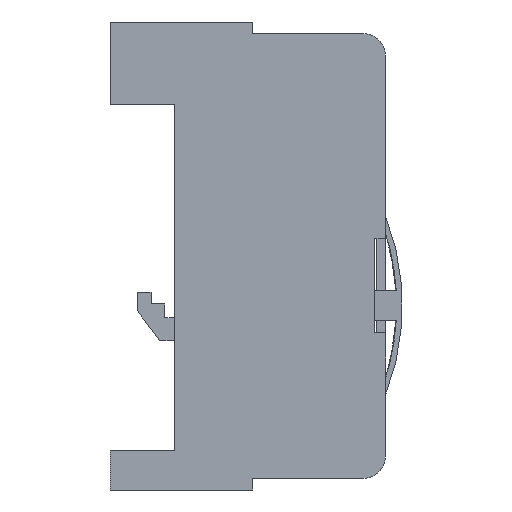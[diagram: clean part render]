
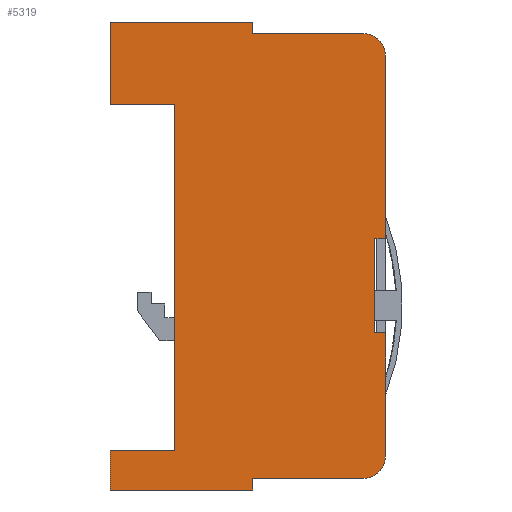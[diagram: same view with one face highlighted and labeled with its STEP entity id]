
A CAD part, left-side view. The second image highlights one B-rep face of the part: STEP entity #5319.
In plain terms, the highlighted face is planar.
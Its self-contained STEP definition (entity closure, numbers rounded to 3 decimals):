
#58=CIRCLE('',#6956,10.);
#59=CIRCLE('',#6957,10.);
#100=ORIENTED_EDGE('',*,*,#1675,.T.);
#101=ORIENTED_EDGE('',*,*,#1688,.T.);
#102=ORIENTED_EDGE('',*,*,#1689,.T.);
#103=ORIENTED_EDGE('',*,*,#1690,.T.);
#104=ORIENTED_EDGE('',*,*,#1685,.T.);
#105=ORIENTED_EDGE('',*,*,#1691,.T.);
#106=ORIENTED_EDGE('',*,*,#1692,.T.);
#107=ORIENTED_EDGE('',*,*,#1693,.T.);
#108=ORIENTED_EDGE('',*,*,#1694,.T.);
#109=ORIENTED_EDGE('',*,*,#1695,.T.);
#110=ORIENTED_EDGE('',*,*,#1696,.T.);
#111=ORIENTED_EDGE('',*,*,#1697,.T.);
#112=ORIENTED_EDGE('',*,*,#1698,.T.);
#113=ORIENTED_EDGE('',*,*,#1699,.T.);
#114=ORIENTED_EDGE('',*,*,#1700,.T.);
#115=ORIENTED_EDGE('',*,*,#1701,.T.);
#116=ORIENTED_EDGE('',*,*,#1702,.T.);
#117=ORIENTED_EDGE('',*,*,#1703,.T.);
#1675=EDGE_CURVE('',#2470,#2468,#2997,.T.);
#1685=EDGE_CURVE('',#2480,#2479,#3007,.T.);
#1688=EDGE_CURVE('',#2468,#2482,#3010,.T.);
#1689=EDGE_CURVE('',#2482,#2483,#3011,.T.);
#1690=EDGE_CURVE('',#2483,#2480,#3012,.T.);
#1691=EDGE_CURVE('',#2479,#2484,#58,.T.);
#1692=EDGE_CURVE('',#2484,#2485,#3013,.T.);
#1693=EDGE_CURVE('',#2485,#2486,#3014,.T.);
#1694=EDGE_CURVE('',#2486,#2487,#3015,.T.);
#1695=EDGE_CURVE('',#2487,#2488,#3016,.T.);
#1696=EDGE_CURVE('',#2488,#2489,#3017,.T.);
#1697=EDGE_CURVE('',#2489,#2490,#3018,.T.);
#1698=EDGE_CURVE('',#2490,#2491,#3019,.T.);
#1699=EDGE_CURVE('',#2491,#2492,#3020,.T.);
#1700=EDGE_CURVE('',#2492,#2493,#3021,.T.);
#1701=EDGE_CURVE('',#2493,#2494,#3022,.T.);
#1702=EDGE_CURVE('',#2494,#2495,#3023,.T.);
#1703=EDGE_CURVE('',#2495,#2470,#59,.T.);
#2468=VERTEX_POINT('',#8639);
#2470=VERTEX_POINT('',#8642);
#2479=VERTEX_POINT('',#8660);
#2480=VERTEX_POINT('',#8662);
#2482=VERTEX_POINT('',#8668);
#2483=VERTEX_POINT('',#8670);
#2484=VERTEX_POINT('',#8673);
#2485=VERTEX_POINT('',#8675);
#2486=VERTEX_POINT('',#8677);
#2487=VERTEX_POINT('',#8679);
#2488=VERTEX_POINT('',#8681);
#2489=VERTEX_POINT('',#8683);
#2490=VERTEX_POINT('',#8685);
#2491=VERTEX_POINT('',#8687);
#2492=VERTEX_POINT('',#8689);
#2493=VERTEX_POINT('',#8691);
#2494=VERTEX_POINT('',#8693);
#2495=VERTEX_POINT('',#8695);
#2997=LINE('',#8641,#3759);
#3007=LINE('',#8661,#3769);
#3010=LINE('',#8667,#3772);
#3011=LINE('',#8669,#3773);
#3012=LINE('',#8671,#3774);
#3013=LINE('',#8674,#3775);
#3014=LINE('',#8676,#3776);
#3015=LINE('',#8678,#3777);
#3016=LINE('',#8680,#3778);
#3017=LINE('',#8682,#3779);
#3018=LINE('',#8684,#3780);
#3019=LINE('',#8686,#3781);
#3020=LINE('',#8688,#3782);
#3021=LINE('',#8690,#3783);
#3022=LINE('',#8692,#3784);
#3023=LINE('',#8694,#3785);
#3759=VECTOR('',#7265,1000.);
#3769=VECTOR('',#7275,1000.);
#3772=VECTOR('',#7280,1000.);
#3773=VECTOR('',#7281,1000.);
#3774=VECTOR('',#7282,1000.);
#3775=VECTOR('',#7285,1000.);
#3776=VECTOR('',#7286,1000.);
#3777=VECTOR('',#7287,1000.);
#3778=VECTOR('',#7288,1000.);
#3779=VECTOR('',#7289,1000.);
#3780=VECTOR('',#7290,1000.);
#3781=VECTOR('',#7291,1000.);
#3782=VECTOR('',#7292,1000.);
#3783=VECTOR('',#7293,1000.);
#3784=VECTOR('',#7294,1000.);
#3785=VECTOR('',#7295,1000.);
#4521=EDGE_LOOP('',(#100,#101,#102,#103,#104,#105,#106,#107,#108,#109,#110,
#111,#112,#113,#114,#115,#116,#117));
#4791=FACE_BOUND('',#4521,.T.);
#5061=PLANE('',#6955);
#5319=ADVANCED_FACE('',(#4791),#5061,.T.);
#6955=AXIS2_PLACEMENT_3D('',#8666,#7278,#7279);
#6956=AXIS2_PLACEMENT_3D('',#8672,#7283,#7284);
#6957=AXIS2_PLACEMENT_3D('',#8696,#7296,#7297);
#7265=DIRECTION('',(0.,0.,-1.));
#7275=DIRECTION('',(0.,0.,-1.));
#7278=DIRECTION('',(0.,-1.,0.));
#7279=DIRECTION('',(0.,0.,-1.));
#7280=DIRECTION('',(1.,0.,0.));
#7281=DIRECTION('',(0.,0.,-1.));
#7282=DIRECTION('',(-1.,0.,0.));
#7283=DIRECTION('',(0.,-1.,0.));
#7284=DIRECTION('',(1.,0.,0.));
#7285=DIRECTION('',(1.,0.,0.));
#7286=DIRECTION('',(0.,0.,-1.));
#7287=DIRECTION('',(1.,0.,0.));
#7288=DIRECTION('',(0.,0.,1.));
#7289=DIRECTION('',(-1.,0.,0.));
#7290=DIRECTION('',(0.,0.,1.));
#7291=DIRECTION('',(1.,0.,0.));
#7292=DIRECTION('',(0.,0.,1.));
#7293=DIRECTION('',(-1.,0.,0.));
#7294=DIRECTION('',(0.,0.,-1.));
#7295=DIRECTION('',(-1.,0.,0.));
#7296=DIRECTION('',(0.,-1.,0.));
#7297=DIRECTION('',(1.,0.,0.));
#8639=CARTESIAN_POINT('',(-120.,-26.,135.5));
#8641=CARTESIAN_POINT('',(-120.,-26.,189.));
#8642=CARTESIAN_POINT('',(-120.,-26.,189.));
#8660=CARTESIAN_POINT('',(-120.,-26.,15.));
#8661=CARTESIAN_POINT('',(-120.,-26.,189.));
#8662=CARTESIAN_POINT('',(-120.,-26.,94.5));
#8666=CARTESIAN_POINT('',(-110.,-26.,15.));
#8667=CARTESIAN_POINT('',(-110.,-26.,135.5));
#8668=CARTESIAN_POINT('',(-115.33,-26.,135.5));
#8669=CARTESIAN_POINT('',(-115.33,-26.,15.));
#8670=CARTESIAN_POINT('',(-115.33,-26.,94.5));
#8671=CARTESIAN_POINT('',(-110.,-26.,94.5));
#8672=CARTESIAN_POINT('',(-110.,-26.,15.));
#8673=CARTESIAN_POINT('',(-110.,-26.,5.));
#8674=CARTESIAN_POINT('',(-110.,-26.,5.));
#8675=CARTESIAN_POINT('',(-62.,-26.,5.));
#8676=CARTESIAN_POINT('',(-62.,-26.,5.));
#8677=CARTESIAN_POINT('',(-62.,-26.,0.));
#8678=CARTESIAN_POINT('',(-62.,-26.,0.));
#8679=CARTESIAN_POINT('',(0.,-26.,0.));
#8680=CARTESIAN_POINT('',(0.,-26.,0.));
#8681=CARTESIAN_POINT('',(0.,-26.,36.));
#8682=CARTESIAN_POINT('',(0.,-26.,36.));
#8683=CARTESIAN_POINT('',(-28.,-26.,36.));
#8684=CARTESIAN_POINT('',(-28.,-26.,36.));
#8685=CARTESIAN_POINT('',(-28.,-26.,187.));
#8686=CARTESIAN_POINT('',(-28.,-26.,187.));
#8687=CARTESIAN_POINT('',(0.,-26.,187.));
#8688=CARTESIAN_POINT('',(0.,-26.,187.));
#8689=CARTESIAN_POINT('',(0.,-26.,204.));
#8690=CARTESIAN_POINT('',(0.,-26.,204.));
#8691=CARTESIAN_POINT('',(-62.,-26.,204.));
#8692=CARTESIAN_POINT('',(-62.,-26.,204.));
#8693=CARTESIAN_POINT('',(-62.,-26.,199.));
#8694=CARTESIAN_POINT('',(-62.,-26.,199.));
#8695=CARTESIAN_POINT('',(-110.,-26.,199.));
#8696=CARTESIAN_POINT('',(-110.,-26.,189.));
